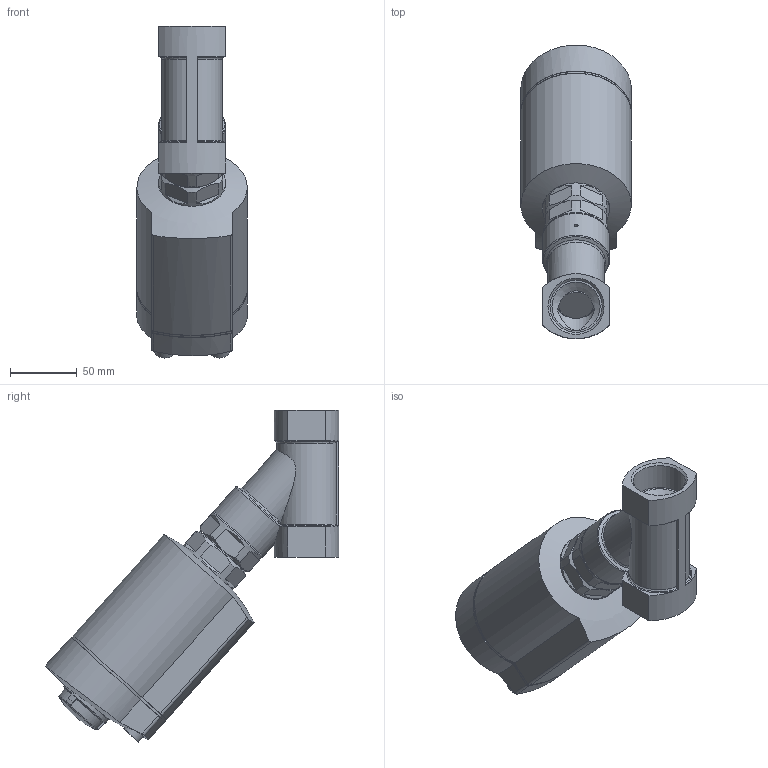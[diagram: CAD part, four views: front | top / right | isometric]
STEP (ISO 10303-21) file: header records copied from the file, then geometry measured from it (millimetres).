
FILE_DESCRIPTION(/* description */ ('STEP AP214'),/* implementation_level */ '2;1');
FILE_NAME(/* name */ '8060534_VZXA-B-TS6-32-M2-V13T-13_5-K-75-20-V4',/* time_stamp */ '2024-09-13T10:21:36+02:00',/* author */ ('License CC BY-ND 4.0'),/* organization */ ('CADENAS'),/* preprocessor_version */ 'ST-DEVELOPER v19.3',/* originating_system */ 'PARTsolutions',/* authorisation */ ' ');
FILE_SCHEMA (('AUTOMOTIVE_DESIGN {1 0 10303 214 3 1 1}'));
Length unit declared in the file: millimetre
Products named in the file (6): 8060534 VZXA-B-TS6-32-M2-V13T-13.5-K-75-20-V4---(0); 3539411 VZZA---T-S6-32-M2-V13-T; 8083963 DFPK-75-20-V4_housing---(0); 3539412 DFPK-75---(-_V4cap); 2284889 DFPK---(cover); 3465682 DFP_ec
Assembly tree (5 placements, depth 2):
  8060534 VZXA-B-TS6-32-M2-V13T-13.5-K-75-20-V4---(0)
    3539411 VZZA---T-S6-32-M2-V13-T
    8083963 DFPK-75-20-V4_housing---(0)
    3539412 DFPK-75---(-_V4cap)
    2284889 DFPK---(cover)
    3465682 DFP_ec
Bounding box: 82.46 x 219.47 x 247.96 mm (x, y, z)
Volume: 965505.8 mm3; surface area: 146804.8 mm2
Topology: 5 solids, 5 shells, 447 faces, 1078 edges, 692 vertices
Faces by surface type: plane 173, cylinder 127, cone 80, torus 58, sphere 9
Full cylindrical faces by diameter (mm): 3 x3, 4 x2, 5.8 x2, 6 x2, 7 x2, 7.2 x2, 8.2 x1, 8.376 x1, 8.566 x2, 9.8 x1, 10 x4, 10.15 x2, 11 x1, 15 x2, 16 x3, 16.2 x1, 18.2 x1, 20 x1, 28 x2, 28.5 x1, 30 x1, 33.1 x1, 33.376 x1, 33.835 x1, 36 x3, 37 x2, 37.8 x1, 37.835 x1, 38 x1, 38.952 x2
Entity records: 13697 total; most frequent: CARTESIAN_POINT 2815, DIRECTION 2053, ORIENTED_EDGE 1758, AXIS2_PLACEMENT_3D 895, EDGE_CURVE 879, FACE_BOUND 660, EDGE_LOOP 657, VERTEX_POINT 649
